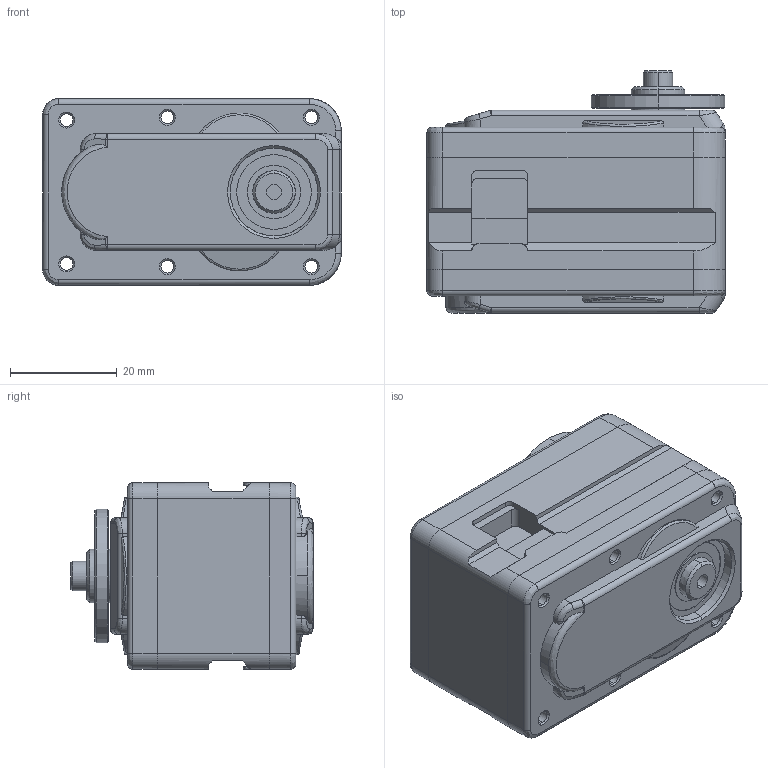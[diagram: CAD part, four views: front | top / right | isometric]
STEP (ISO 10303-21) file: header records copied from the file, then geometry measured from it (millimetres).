
FILE_DESCRIPTION (( 'STEP AP214' ), '1' );
FILE_NAME ('DSR-040X.step', '2015-02-11T17:25:08', ( 'Alexandre' ), ( '' ), 'SwSTEP 2.0', 'SolidWorks 2015', '' );
FILE_SCHEMA (( 'AUTOMOTIVE_DESIGN' ));
Length unit declared in the file: millimetre
Products named in the file (1): DSR-040X
Bounding box: 56 x 45.4 x 35 mm (x, y, z)
Volume: 66110.2 mm3; surface area: 13344.6 mm2
Topology: 3 solids, 3 shells, 361 faces, 902 edges, 559 vertices
Faces by surface type: cylinder 133, plane 110, cone 80, bspline 38
Entity records: 16736 total; most frequent: CARTESIAN_POINT 4585, ORIENTED_EDGE 1804, DIRECTION 1640, EDGE_CURVE 902, AXIS2_PLACEMENT_3D 607, VERTEX_POINT 559, LINE 426, VECTOR 426
